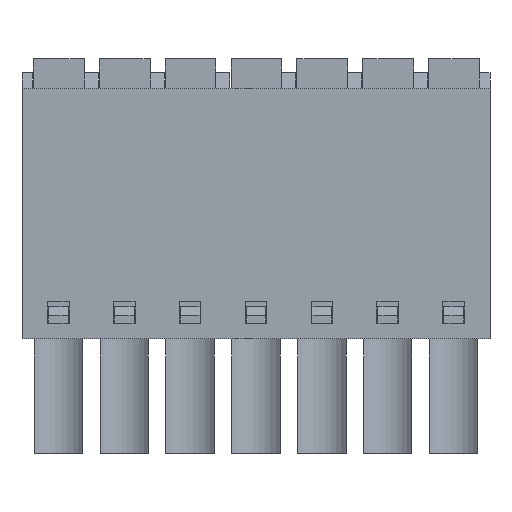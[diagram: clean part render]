
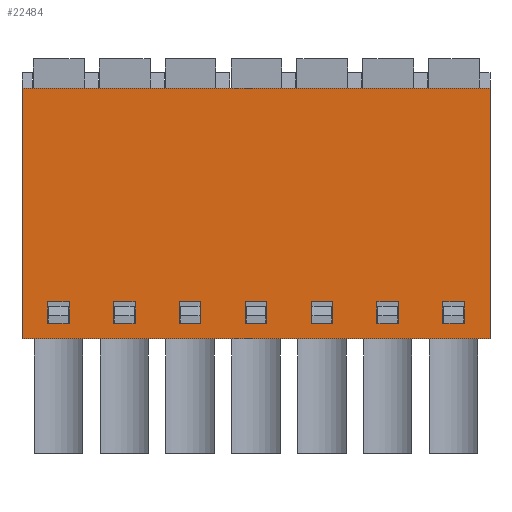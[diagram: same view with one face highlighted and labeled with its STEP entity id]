
A CAD part, front view. The second image highlights one B-rep face of the part: STEP entity #22484.
In plain terms, the highlighted planar face has unit normal (0, -1, 0).
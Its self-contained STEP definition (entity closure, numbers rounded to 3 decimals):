
#511=LINE('',#31560,#3366);
#687=LINE('',#31904,#3542);
#746=LINE('',#32014,#3601);
#942=LINE('',#32449,#3797);
#1049=LINE('',#32712,#3904);
#1156=LINE('',#32975,#4011);
#1263=LINE('',#33238,#4118);
#1370=LINE('',#33501,#4225);
#1479=LINE('',#33794,#4334);
#1486=LINE('',#33811,#4341);
#1487=LINE('',#33813,#4342);
#1488=LINE('',#33815,#4343);
#1489=LINE('',#33816,#4344);
#1490=LINE('',#33818,#4345);
#1491=LINE('',#33820,#4346);
#1492=LINE('',#33821,#4347);
#1493=LINE('',#33823,#4348);
#1494=LINE('',#33825,#4349);
#1495=LINE('',#33826,#4350);
#1496=LINE('',#33828,#4351);
#1497=LINE('',#33830,#4352);
#1498=LINE('',#33831,#4353);
#1499=LINE('',#33833,#4354);
#1500=LINE('',#33835,#4355);
#1501=LINE('',#33836,#4356);
#1502=LINE('',#33838,#4357);
#1503=LINE('',#33840,#4358);
#1504=LINE('',#33841,#4359);
#1505=LINE('',#33843,#4360);
#1506=LINE('',#33845,#4361);
#1507=LINE('',#33846,#4362);
#1508=LINE('',#33847,#4363);
#3366=VECTOR('',#25376,1000.);
#3542=VECTOR('',#25566,1000.);
#3601=VECTOR('',#25629,1000.);
#3797=VECTOR('',#25931,1000.);
#3904=VECTOR('',#26144,1000.);
#4011=VECTOR('',#26357,1000.);
#4118=VECTOR('',#26570,1000.);
#4225=VECTOR('',#26783,1000.);
#4334=VECTOR('',#27006,1000.);
#4341=VECTOR('',#27023,1000.);
#4342=VECTOR('',#27024,1000.);
#4343=VECTOR('',#27025,1000.);
#4344=VECTOR('',#27026,1000.);
#4345=VECTOR('',#27027,1000.);
#4346=VECTOR('',#27028,1000.);
#4347=VECTOR('',#27029,1000.);
#4348=VECTOR('',#27030,1000.);
#4349=VECTOR('',#27031,1000.);
#4350=VECTOR('',#27032,1000.);
#4351=VECTOR('',#27033,1000.);
#4352=VECTOR('',#27034,1000.);
#4353=VECTOR('',#27035,1000.);
#4354=VECTOR('',#27036,1000.);
#4355=VECTOR('',#27037,1000.);
#4356=VECTOR('',#27038,1000.);
#4357=VECTOR('',#27039,1000.);
#4358=VECTOR('',#27040,1000.);
#4359=VECTOR('',#27041,1000.);
#4360=VECTOR('',#27042,1000.);
#4361=VECTOR('',#27043,1000.);
#4362=VECTOR('',#27044,1000.);
#4363=VECTOR('',#27045,1000.);
#7760=ORIENTED_EDGE('',*,*,#13216,.F.);
#7761=ORIENTED_EDGE('',*,*,#14081,.F.);
#7762=ORIENTED_EDGE('',*,*,#14082,.F.);
#7763=ORIENTED_EDGE('',*,*,#14083,.F.);
#7764=ORIENTED_EDGE('',*,*,#13431,.F.);
#7765=ORIENTED_EDGE('',*,*,#14084,.F.);
#7766=ORIENTED_EDGE('',*,*,#14085,.F.);
#7767=ORIENTED_EDGE('',*,*,#14086,.F.);
#7768=ORIENTED_EDGE('',*,*,#13558,.F.);
#7769=ORIENTED_EDGE('',*,*,#14087,.F.);
#7770=ORIENTED_EDGE('',*,*,#14088,.F.);
#7771=ORIENTED_EDGE('',*,*,#14089,.F.);
#7772=ORIENTED_EDGE('',*,*,#13685,.F.);
#7773=ORIENTED_EDGE('',*,*,#14090,.F.);
#7774=ORIENTED_EDGE('',*,*,#14091,.F.);
#7775=ORIENTED_EDGE('',*,*,#14092,.F.);
#7776=ORIENTED_EDGE('',*,*,#13812,.F.);
#7777=ORIENTED_EDGE('',*,*,#14093,.F.);
#7778=ORIENTED_EDGE('',*,*,#14094,.F.);
#7779=ORIENTED_EDGE('',*,*,#14095,.F.);
#7780=ORIENTED_EDGE('',*,*,#13939,.F.);
#7781=ORIENTED_EDGE('',*,*,#14096,.F.);
#7782=ORIENTED_EDGE('',*,*,#14097,.F.);
#7783=ORIENTED_EDGE('',*,*,#14098,.F.);
#7784=ORIENTED_EDGE('',*,*,#14072,.F.);
#7785=ORIENTED_EDGE('',*,*,#14099,.F.);
#7786=ORIENTED_EDGE('',*,*,#14100,.F.);
#7787=ORIENTED_EDGE('',*,*,#14101,.F.);
#7788=ORIENTED_EDGE('',*,*,#14102,.T.);
#7789=ORIENTED_EDGE('',*,*,#13157,.F.);
#7790=ORIENTED_EDGE('',*,*,#14103,.F.);
#7791=ORIENTED_EDGE('',*,*,#12981,.T.);
#12981=EDGE_CURVE('',#16298,#16297,#511,.T.);
#13157=EDGE_CURVE('',#16458,#16459,#687,.T.);
#13216=EDGE_CURVE('',#16507,#16508,#746,.T.);
#13431=EDGE_CURVE('',#16677,#16678,#942,.T.);
#13558=EDGE_CURVE('',#16764,#16765,#1049,.T.);
#13685=EDGE_CURVE('',#16851,#16852,#1156,.T.);
#13812=EDGE_CURVE('',#16938,#16939,#1263,.T.);
#13939=EDGE_CURVE('',#17025,#17026,#1370,.T.);
#14072=EDGE_CURVE('',#17118,#17119,#1479,.T.);
#14081=EDGE_CURVE('',#17124,#16507,#1486,.T.);
#14082=EDGE_CURVE('',#17125,#17124,#1487,.T.);
#14083=EDGE_CURVE('',#16508,#17125,#1488,.T.);
#14084=EDGE_CURVE('',#17126,#16677,#1489,.T.);
#14085=EDGE_CURVE('',#17127,#17126,#1490,.T.);
#14086=EDGE_CURVE('',#16678,#17127,#1491,.T.);
#14087=EDGE_CURVE('',#17128,#16764,#1492,.T.);
#14088=EDGE_CURVE('',#17129,#17128,#1493,.T.);
#14089=EDGE_CURVE('',#16765,#17129,#1494,.T.);
#14090=EDGE_CURVE('',#17130,#16851,#1495,.T.);
#14091=EDGE_CURVE('',#17131,#17130,#1496,.T.);
#14092=EDGE_CURVE('',#16852,#17131,#1497,.T.);
#14093=EDGE_CURVE('',#17132,#16938,#1498,.T.);
#14094=EDGE_CURVE('',#17133,#17132,#1499,.T.);
#14095=EDGE_CURVE('',#16939,#17133,#1500,.T.);
#14096=EDGE_CURVE('',#17134,#17025,#1501,.T.);
#14097=EDGE_CURVE('',#17135,#17134,#1502,.T.);
#14098=EDGE_CURVE('',#17026,#17135,#1503,.T.);
#14099=EDGE_CURVE('',#17136,#17118,#1504,.T.);
#14100=EDGE_CURVE('',#17137,#17136,#1505,.T.);
#14101=EDGE_CURVE('',#17119,#17137,#1506,.T.);
#14102=EDGE_CURVE('',#16297,#16459,#1507,.T.);
#14103=EDGE_CURVE('',#16298,#16458,#1508,.T.);
#16297=VERTEX_POINT('',#31559);
#16298=VERTEX_POINT('',#31561);
#16458=VERTEX_POINT('',#31903);
#16459=VERTEX_POINT('',#31905);
#16507=VERTEX_POINT('',#32013);
#16508=VERTEX_POINT('',#32015);
#16677=VERTEX_POINT('',#32448);
#16678=VERTEX_POINT('',#32450);
#16764=VERTEX_POINT('',#32711);
#16765=VERTEX_POINT('',#32713);
#16851=VERTEX_POINT('',#32974);
#16852=VERTEX_POINT('',#32976);
#16938=VERTEX_POINT('',#33237);
#16939=VERTEX_POINT('',#33239);
#17025=VERTEX_POINT('',#33500);
#17026=VERTEX_POINT('',#33502);
#17118=VERTEX_POINT('',#33793);
#17119=VERTEX_POINT('',#33795);
#17124=VERTEX_POINT('',#33812);
#17125=VERTEX_POINT('',#33814);
#17126=VERTEX_POINT('',#33817);
#17127=VERTEX_POINT('',#33819);
#17128=VERTEX_POINT('',#33822);
#17129=VERTEX_POINT('',#33824);
#17130=VERTEX_POINT('',#33827);
#17131=VERTEX_POINT('',#33829);
#17132=VERTEX_POINT('',#33832);
#17133=VERTEX_POINT('',#33834);
#17134=VERTEX_POINT('',#33837);
#17135=VERTEX_POINT('',#33839);
#17136=VERTEX_POINT('',#33842);
#17137=VERTEX_POINT('',#33844);
#19080=EDGE_LOOP('',(#7760,#7761,#7762,#7763));
#19081=EDGE_LOOP('',(#7764,#7765,#7766,#7767));
#19082=EDGE_LOOP('',(#7768,#7769,#7770,#7771));
#19083=EDGE_LOOP('',(#7772,#7773,#7774,#7775));
#19084=EDGE_LOOP('',(#7776,#7777,#7778,#7779));
#19085=EDGE_LOOP('',(#7780,#7781,#7782,#7783));
#19086=EDGE_LOOP('',(#7784,#7785,#7786,#7787));
#19087=EDGE_LOOP('',(#7788,#7789,#7790,#7791));
#20309=FACE_BOUND('',#19080,.T.);
#20310=FACE_BOUND('',#19081,.T.);
#20311=FACE_BOUND('',#19082,.T.);
#20312=FACE_BOUND('',#19083,.T.);
#20313=FACE_BOUND('',#19084,.T.);
#20314=FACE_BOUND('',#19085,.T.);
#20315=FACE_BOUND('',#19086,.T.);
#20316=FACE_BOUND('',#19087,.T.);
#21496=PLANE('',#23843);
#22484=ADVANCED_FACE('',(#20309,#20310,#20311,#20312,#20313,#20314,#20315,
#20316),#21496,.F.);
#23843=AXIS2_PLACEMENT_3D('',#33810,#27021,#27022);
#25376=DIRECTION('',(-1.,0.,0.));
#25566=DIRECTION('',(-1.,0.,0.));
#25629=DIRECTION('',(1.,0.,0.));
#25931=DIRECTION('',(1.,0.,0.));
#26144=DIRECTION('',(1.,0.,0.));
#26357=DIRECTION('',(1.,0.,0.));
#26570=DIRECTION('',(1.,0.,0.));
#26783=DIRECTION('',(1.,0.,0.));
#27006=DIRECTION('',(1.,0.,0.));
#27021=DIRECTION('',(0.,1.,0.));
#27022=DIRECTION('',(0.,0.,1.));
#27023=DIRECTION('',(0.,0.,-1.));
#27024=DIRECTION('',(-1.,0.,0.));
#27025=DIRECTION('',(0.,0.,1.));
#27026=DIRECTION('',(0.,0.,-1.));
#27027=DIRECTION('',(-1.,0.,0.));
#27028=DIRECTION('',(0.,0.,1.));
#27029=DIRECTION('',(0.,0.,-1.));
#27030=DIRECTION('',(-1.,0.,0.));
#27031=DIRECTION('',(0.,0.,1.));
#27032=DIRECTION('',(0.,0.,-1.));
#27033=DIRECTION('',(-1.,0.,0.));
#27034=DIRECTION('',(0.,0.,1.));
#27035=DIRECTION('',(0.,0.,-1.));
#27036=DIRECTION('',(-1.,0.,0.));
#27037=DIRECTION('',(0.,0.,1.));
#27038=DIRECTION('',(0.,0.,-1.));
#27039=DIRECTION('',(-1.,0.,0.));
#27040=DIRECTION('',(0.,0.,1.));
#27041=DIRECTION('',(0.,0.,-1.));
#27042=DIRECTION('',(-1.,0.,0.));
#27043=DIRECTION('',(0.,0.,1.));
#27044=DIRECTION('',(0.,0.,-1.));
#27045=DIRECTION('',(0.,0.,-1.));
#31559=CARTESIAN_POINT('',(-13.535,-3.9,7.25));
#31560=CARTESIAN_POINT('',(13.535,-3.9,7.25));
#31561=CARTESIAN_POINT('',(13.535,-3.9,7.25));
#31903=CARTESIAN_POINT('',(13.535,-3.9,-7.25));
#31904=CARTESIAN_POINT('',(13.535,-3.9,-7.25));
#31905=CARTESIAN_POINT('',(-13.535,-3.9,-7.25));
#32013=CARTESIAN_POINT('',(-12.055,-3.9,-6.35));
#32014=CARTESIAN_POINT('',(-12.055,-3.9,-6.35));
#32015=CARTESIAN_POINT('',(-10.805,-3.9,-6.35));
#32448=CARTESIAN_POINT('',(-8.245,-3.9,-6.35));
#32449=CARTESIAN_POINT('',(-8.245,-3.9,-6.35));
#32450=CARTESIAN_POINT('',(-6.995,-3.9,-6.35));
#32711=CARTESIAN_POINT('',(-4.435,-3.9,-6.35));
#32712=CARTESIAN_POINT('',(-4.435,-3.9,-6.35));
#32713=CARTESIAN_POINT('',(-3.185,-3.9,-6.35));
#32974=CARTESIAN_POINT('',(-0.625,-3.9,-6.35));
#32975=CARTESIAN_POINT('',(-0.625,-3.9,-6.35));
#32976=CARTESIAN_POINT('',(0.625,-3.9,-6.35));
#33237=CARTESIAN_POINT('',(3.185,-3.9,-6.35));
#33238=CARTESIAN_POINT('',(3.185,-3.9,-6.35));
#33239=CARTESIAN_POINT('',(4.435,-3.9,-6.35));
#33500=CARTESIAN_POINT('',(6.995,-3.9,-6.35));
#33501=CARTESIAN_POINT('',(6.995,-3.9,-6.35));
#33502=CARTESIAN_POINT('',(8.245,-3.9,-6.35));
#33793=CARTESIAN_POINT('',(10.805,-3.9,-6.35));
#33794=CARTESIAN_POINT('',(10.805,-3.9,-6.35));
#33795=CARTESIAN_POINT('',(12.055,-3.9,-6.35));
#33810=CARTESIAN_POINT('',(13.535,-3.9,7.25));
#33811=CARTESIAN_POINT('',(-12.055,-3.9,-5.1));
#33812=CARTESIAN_POINT('',(-12.055,-3.9,-5.1));
#33813=CARTESIAN_POINT('',(-10.805,-3.9,-5.1));
#33814=CARTESIAN_POINT('',(-10.805,-3.9,-5.1));
#33815=CARTESIAN_POINT('',(-10.805,-3.9,-6.35));
#33816=CARTESIAN_POINT('',(-8.245,-3.9,-5.1));
#33817=CARTESIAN_POINT('',(-8.245,-3.9,-5.1));
#33818=CARTESIAN_POINT('',(-6.995,-3.9,-5.1));
#33819=CARTESIAN_POINT('',(-6.995,-3.9,-5.1));
#33820=CARTESIAN_POINT('',(-6.995,-3.9,-6.35));
#33821=CARTESIAN_POINT('',(-4.435,-3.9,-5.1));
#33822=CARTESIAN_POINT('',(-4.435,-3.9,-5.1));
#33823=CARTESIAN_POINT('',(-3.185,-3.9,-5.1));
#33824=CARTESIAN_POINT('',(-3.185,-3.9,-5.1));
#33825=CARTESIAN_POINT('',(-3.185,-3.9,-6.35));
#33826=CARTESIAN_POINT('',(-0.625,-3.9,-5.1));
#33827=CARTESIAN_POINT('',(-0.625,-3.9,-5.1));
#33828=CARTESIAN_POINT('',(0.625,-3.9,-5.1));
#33829=CARTESIAN_POINT('',(0.625,-3.9,-5.1));
#33830=CARTESIAN_POINT('',(0.625,-3.9,-6.35));
#33831=CARTESIAN_POINT('',(3.185,-3.9,-5.1));
#33832=CARTESIAN_POINT('',(3.185,-3.9,-5.1));
#33833=CARTESIAN_POINT('',(4.435,-3.9,-5.1));
#33834=CARTESIAN_POINT('',(4.435,-3.9,-5.1));
#33835=CARTESIAN_POINT('',(4.435,-3.9,-6.35));
#33836=CARTESIAN_POINT('',(6.995,-3.9,-5.1));
#33837=CARTESIAN_POINT('',(6.995,-3.9,-5.1));
#33838=CARTESIAN_POINT('',(8.245,-3.9,-5.1));
#33839=CARTESIAN_POINT('',(8.245,-3.9,-5.1));
#33840=CARTESIAN_POINT('',(8.245,-3.9,-6.35));
#33841=CARTESIAN_POINT('',(10.805,-3.9,-5.1));
#33842=CARTESIAN_POINT('',(10.805,-3.9,-5.1));
#33843=CARTESIAN_POINT('',(12.055,-3.9,-5.1));
#33844=CARTESIAN_POINT('',(12.055,-3.9,-5.1));
#33845=CARTESIAN_POINT('',(12.055,-3.9,-6.35));
#33846=CARTESIAN_POINT('',(-13.535,-3.9,7.25));
#33847=CARTESIAN_POINT('',(13.535,-3.9,7.25));
